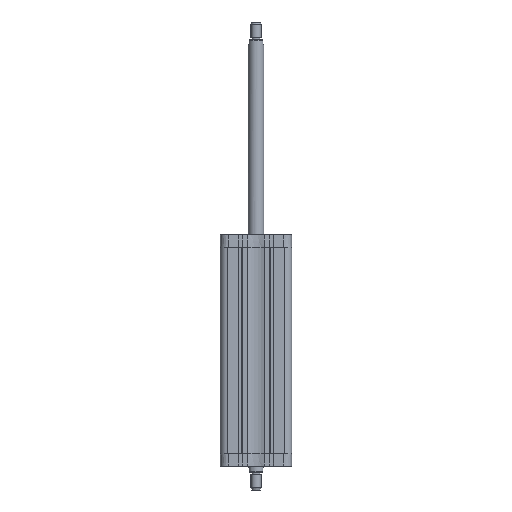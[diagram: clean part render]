
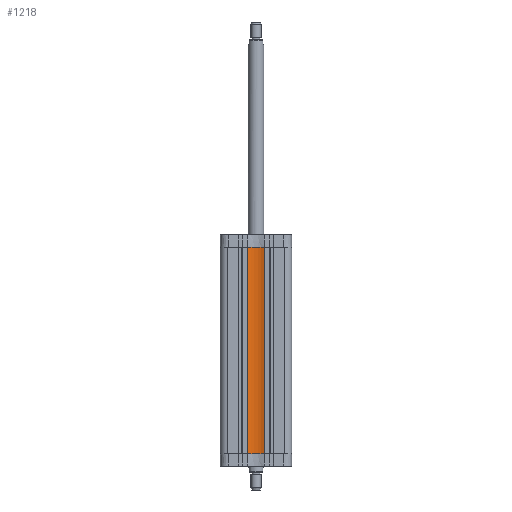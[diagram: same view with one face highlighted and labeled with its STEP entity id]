
A CAD part, front view. The second image highlights one B-rep face of the part: STEP entity #1218.
In plain terms, the highlighted cylindrical face has radius 35 mm (diameter 70 mm), a partial arc.
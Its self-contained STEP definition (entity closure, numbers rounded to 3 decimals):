
#487=CARTESIAN_POINT('',(13.299,-56.675,-164.0));
#488=VERTEX_POINT('',#487);
#496=CARTESIAN_POINT('',(-13.299,-56.675,-164.0));
#497=VERTEX_POINT('',#496);
#498=CARTESIAN_POINT('',(0.0,-89.05,-164.0));
#499=DIRECTION('',(0.0,0.0,1.0));
#500=DIRECTION('',(0.385,0.923,0.0));
#501=AXIS2_PLACEMENT_3D('',#498,#499,#500);
#502=CIRCLE('',#501,35.0);
#503=EDGE_CURVE('',#488,#497,#502,.T.);
#1167=CARTESIAN_POINT('',(-13.299,-56.675,164.0));
#1168=VERTEX_POINT('',#1167);
#1185=CARTESIAN_POINT('',(-13.299,-56.675,-164.0));
#1186=DIRECTION('',(0.0,0.0,1.0));
#1187=VECTOR('',#1186,328.0);
#1188=LINE('',#1185,#1187);
#1189=EDGE_CURVE('',#497,#1168,#1188,.T.);
#1194=CARTESIAN_POINT('',(0.0,-89.05,164.0));
#1195=DIRECTION('',(0.0,0.0,-1.0));
#1196=DIRECTION('',(0.385,0.923,0.0));
#1197=AXIS2_PLACEMENT_3D('',#1194,#1195,#1196);
#1198=CYLINDRICAL_SURFACE('',#1197,35.0);
#1199=ORIENTED_EDGE('',*,*,#1189,.F.);
#1200=ORIENTED_EDGE('',*,*,#503,.F.);
#1201=CARTESIAN_POINT('',(13.299,-56.675,164.0));
#1202=VERTEX_POINT('',#1201);
#1203=CARTESIAN_POINT('',(13.299,-56.675,164.0));
#1204=DIRECTION('',(0.0,0.0,-1.0));
#1205=VECTOR('',#1204,328.0);
#1206=LINE('',#1203,#1205);
#1207=EDGE_CURVE('',#1202,#488,#1206,.T.);
#1208=ORIENTED_EDGE('',*,*,#1207,.F.);
#1209=CARTESIAN_POINT('',(0.0,-89.05,164.0));
#1210=DIRECTION('',(0.0,0.0,-1.0));
#1211=DIRECTION('',(0.385,0.923,0.0));
#1212=AXIS2_PLACEMENT_3D('',#1209,#1210,#1211);
#1213=CIRCLE('',#1212,35.0);
#1214=EDGE_CURVE('',#1168,#1202,#1213,.T.);
#1215=ORIENTED_EDGE('',*,*,#1214,.F.);
#1216=EDGE_LOOP('',(#1199,#1200,#1208,#1215));
#1217=FACE_OUTER_BOUND('',#1216,.T.);
#1218=ADVANCED_FACE('',(#1217),#1198,.F.);
